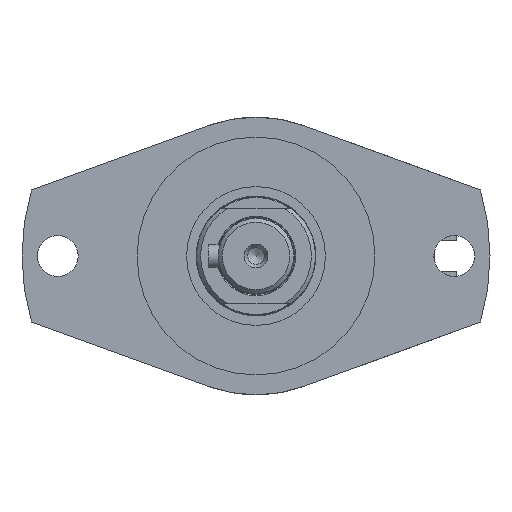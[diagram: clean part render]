
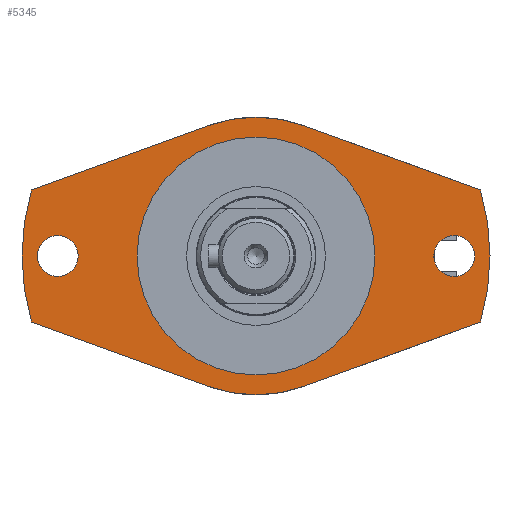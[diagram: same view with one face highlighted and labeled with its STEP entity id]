
A CAD part, left-side view. The second image highlights one B-rep face of the part: STEP entity #5345.
In plain terms, the highlighted planar face has unit normal (-1, 0, 0).
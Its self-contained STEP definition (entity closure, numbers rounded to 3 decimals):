
#133=FACE_BOUND('',#1776,.T.);
#134=FACE_BOUND('',#1777,.T.);
#135=FACE_BOUND('',#1778,.T.);
#190=PLANE('',#5760);
#372=LINE('',#8182,#757);
#373=LINE('',#8185,#758);
#374=LINE('',#8187,#759);
#375=LINE('',#8190,#760);
#757=VECTOR('',#6566,10.);
#758=VECTOR('',#6569,10.);
#759=VECTOR('',#6570,10.);
#760=VECTOR('',#6573,10.);
#1192=CIRCLE('',#5747,59.);
#1193=CIRCLE('',#5749,30.);
#1194=CIRCLE('',#5750,30.);
#1200=CIRCLE('',#5759,59.);
#1201=CIRCLE('',#5761,35.);
#1202=CIRCLE('',#5762,35.);
#1203=CIRCLE('',#5763,5.15);
#1204=CIRCLE('',#5764,5.15);
#1475=FACE_OUTER_BOUND('',#1775,.T.);
#1775=EDGE_LOOP('',(#3619,#3620,#3621,#3622,#3623,#3624,#3625,#3626));
#1776=EDGE_LOOP('',(#3627));
#1777=EDGE_LOOP('',(#3628));
#1778=EDGE_LOOP('',(#3629,#3630));
#2176=VERTEX_POINT('',#8149);
#2177=VERTEX_POINT('',#8151);
#2178=VERTEX_POINT('',#8155);
#2179=VERTEX_POINT('',#8156);
#2184=VERTEX_POINT('',#8172);
#2187=VERTEX_POINT('',#8177);
#2188=VERTEX_POINT('',#8181);
#2189=VERTEX_POINT('',#8183);
#2190=VERTEX_POINT('',#8186);
#2191=VERTEX_POINT('',#8188);
#2192=VERTEX_POINT('',#8191);
#2193=VERTEX_POINT('',#8193);
#2735=EDGE_CURVE('',#2176,#2177,#1192,.T.);
#2737=EDGE_CURVE('',#2178,#2179,#1193,.T.);
#2738=EDGE_CURVE('',#2179,#2178,#1194,.T.);
#2748=EDGE_CURVE('',#2187,#2184,#1200,.T.);
#2749=EDGE_CURVE('',#2176,#2188,#372,.T.);
#2750=EDGE_CURVE('',#2188,#2189,#1201,.T.);
#2751=EDGE_CURVE('',#2189,#2184,#373,.T.);
#2752=EDGE_CURVE('',#2187,#2190,#374,.T.);
#2753=EDGE_CURVE('',#2190,#2191,#1202,.T.);
#2754=EDGE_CURVE('',#2191,#2177,#375,.T.);
#2755=EDGE_CURVE('',#2192,#2192,#1203,.T.);
#2756=EDGE_CURVE('',#2193,#2193,#1204,.T.);
#3619=ORIENTED_EDGE('',*,*,#2749,.T.);
#3620=ORIENTED_EDGE('',*,*,#2750,.T.);
#3621=ORIENTED_EDGE('',*,*,#2751,.T.);
#3622=ORIENTED_EDGE('',*,*,#2748,.F.);
#3623=ORIENTED_EDGE('',*,*,#2752,.T.);
#3624=ORIENTED_EDGE('',*,*,#2753,.T.);
#3625=ORIENTED_EDGE('',*,*,#2754,.T.);
#3626=ORIENTED_EDGE('',*,*,#2735,.F.);
#3627=ORIENTED_EDGE('',*,*,#2755,.T.);
#3628=ORIENTED_EDGE('',*,*,#2756,.T.);
#3629=ORIENTED_EDGE('',*,*,#2737,.T.);
#3630=ORIENTED_EDGE('',*,*,#2738,.T.);
#5345=ADVANCED_FACE('',(#1475,#133,#134,#135),#190,.T.);
#5747=AXIS2_PLACEMENT_3D('',#8152,#6533,#6534);
#5749=AXIS2_PLACEMENT_3D('',#8157,#6538,#6539);
#5750=AXIS2_PLACEMENT_3D('',#8158,#6540,#6541);
#5759=AXIS2_PLACEMENT_3D('',#8179,#6562,#6563);
#5760=AXIS2_PLACEMENT_3D('',#8180,#6564,#6565);
#5761=AXIS2_PLACEMENT_3D('',#8184,#6567,#6568);
#5762=AXIS2_PLACEMENT_3D('',#8189,#6571,#6572);
#5763=AXIS2_PLACEMENT_3D('',#8192,#6574,#6575);
#5764=AXIS2_PLACEMENT_3D('',#8194,#6576,#6577);
#6533=DIRECTION('center_axis',(1.,0.,0.));
#6534=DIRECTION('ref_axis',(0.,1.,0.));
#6538=DIRECTION('center_axis',(1.,0.,0.));
#6539=DIRECTION('ref_axis',(0.,1.,0.));
#6540=DIRECTION('center_axis',(1.,0.,0.));
#6541=DIRECTION('ref_axis',(0.,1.,0.));
#6562=DIRECTION('center_axis',(1.,0.,0.));
#6563=DIRECTION('ref_axis',(0.,1.,0.));
#6564=DIRECTION('center_axis',(-1.,0.,0.));
#6565=DIRECTION('ref_axis',(0.,0.,1.));
#6566=DIRECTION('',(0.,-0.94,-0.342));
#6567=DIRECTION('center_axis',(-1.,0.,0.));
#6568=DIRECTION('ref_axis',(0.,-0.342,0.94));
#6569=DIRECTION('',(0.,-0.94,0.342));
#6570=DIRECTION('',(0.,0.94,0.342));
#6571=DIRECTION('center_axis',(-1.,0.,0.));
#6572=DIRECTION('ref_axis',(0.,0.342,-0.94));
#6573=DIRECTION('',(0.,0.94,-0.342));
#6574=DIRECTION('center_axis',(1.,0.,0.));
#6575=DIRECTION('ref_axis',(0.,0.,
-1.));
#6576=DIRECTION('center_axis',(1.,0.,0.));
#6577=DIRECTION('ref_axis',(0.,0.,
-1.));
#8149=CARTESIAN_POINT('',(-180.,56.604,-16.644));
#8151=CARTESIAN_POINT('',(-180.,56.604,16.644));
#8152=CARTESIAN_POINT('Origin',(-180.,0.,0.));
#8155=CARTESIAN_POINT('',(-180.,30.,0.));
#8156=CARTESIAN_POINT('',(-180.,-30.,0.));
#8157=CARTESIAN_POINT('Origin',(-180.,0.,0.));
#8158=CARTESIAN_POINT('Origin',(-180.,0.,0.));
#8172=CARTESIAN_POINT('',(-180.,-56.604,-16.644));
#8177=CARTESIAN_POINT('',(-180.,-56.604,16.644));
#8179=CARTESIAN_POINT('Origin',(-180.,0.,0.));
#8180=CARTESIAN_POINT('Origin',(-180.,44.5,0.));
#8181=CARTESIAN_POINT('',(-180.,11.971,-32.889));
#8182=CARTESIAN_POINT('',(-180.,76.799,-9.294));
#8183=CARTESIAN_POINT('',(-180.,-11.971,-32.889));
#8184=CARTESIAN_POINT('Origin',(-180.,0.,0.));
#8185=CARTESIAN_POINT('',(-180.,7.677,-40.04));
#8186=CARTESIAN_POINT('',(-180.,-11.971,32.889));
#8187=CARTESIAN_POINT('',(-180.,-37.505,23.596));
#8188=CARTESIAN_POINT('',(-180.,11.971,32.889));
#8189=CARTESIAN_POINT('Origin',(-180.,0.,0.));
#8190=CARTESIAN_POINT('',(-180.,31.618,25.738));
#8191=CARTESIAN_POINT('',(-180.,-50.,5.15));
#8192=CARTESIAN_POINT('Origin',(-180.,-50.,0.));
#8193=CARTESIAN_POINT('',(-180.,50.,5.15));
#8194=CARTESIAN_POINT('Origin',(-180.,50.,0.));
